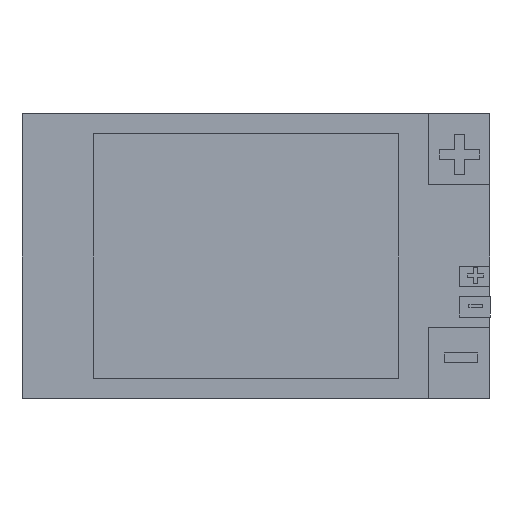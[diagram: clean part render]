
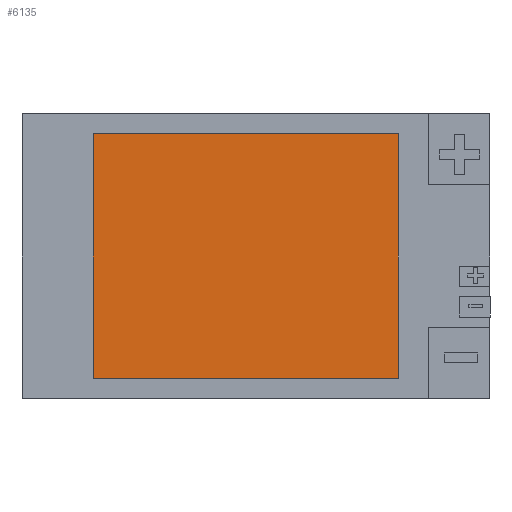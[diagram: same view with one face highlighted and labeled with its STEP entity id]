
A CAD part, front view. The second image highlights one B-rep face of the part: STEP entity #6135.
In plain terms, the highlighted planar face has unit normal (0, -1, 0).
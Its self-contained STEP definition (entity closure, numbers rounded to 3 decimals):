
#823=FACE_OUTER_BOUND('',#1174,.T.);
#1174=EDGE_LOOP('',(#5497,#5498,#5499,#5500));
#1713=LINE('',#11564,#2300);
#1716=LINE('',#11570,#2303);
#1719=LINE('',#11576,#2306);
#1722=LINE('',#11580,#2309);
#2300=VECTOR('',#7176,10.);
#2303=VECTOR('',#7181,10.);
#2306=VECTOR('',#7186,10.);
#2309=VECTOR('',#7191,10.);
#2922=VERTEX_POINT('',#11561);
#2923=VERTEX_POINT('',#11563);
#2925=VERTEX_POINT('',#11569);
#2927=VERTEX_POINT('',#11575);
#3785=EDGE_CURVE('',#2923,#2922,#1713,.T.);
#3788=EDGE_CURVE('',#2925,#2923,#1716,.T.);
#3791=EDGE_CURVE('',#2927,#2925,#1719,.T.);
#3794=EDGE_CURVE('',#2922,#2927,#1722,.T.);
#5497=ORIENTED_EDGE('',*,*,#3794,.T.);
#5498=ORIENTED_EDGE('',*,*,#3791,.T.);
#5499=ORIENTED_EDGE('',*,*,#3788,.T.);
#5500=ORIENTED_EDGE('',*,*,#3785,.T.);
#5800=PLANE('',#6341);
#6135=ADVANCED_FACE('',(#823),#5800,.T.);
#6341=AXIS2_PLACEMENT_3D('',#11581,#7192,#7193);
#7176=DIRECTION('',(0.,0.,-1.));
#7181=DIRECTION('',(-1.,0.,0.));
#7186=DIRECTION('',(0.,0.,1.));
#7191=DIRECTION('',(1.,0.,0.));
#7192=DIRECTION('center_axis',(0.,-1.,0.));
#7193=DIRECTION('ref_axis',(0.,0.,-1.));
#11561=CARTESIAN_POINT('',(-8.,-1.7,-6.));
#11563=CARTESIAN_POINT('',(-8.,-1.7,6.));
#11564=CARTESIAN_POINT('',(-8.,-1.7,-6.));
#11569=CARTESIAN_POINT('',(7.,-1.7,6.));
#11570=CARTESIAN_POINT('',(-8.,-1.7,6.));
#11575=CARTESIAN_POINT('',(7.,-1.7,-6.));
#11576=CARTESIAN_POINT('',(7.,-1.7,6.));
#11580=CARTESIAN_POINT('',(7.,-1.7,-6.));
#11581=CARTESIAN_POINT('Origin',(-0.5,-1.7,0.));
